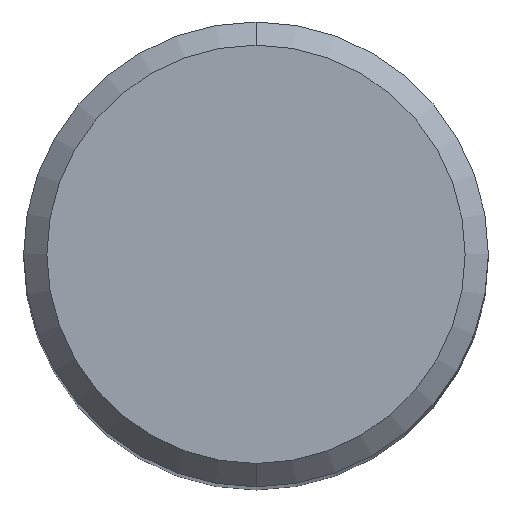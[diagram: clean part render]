
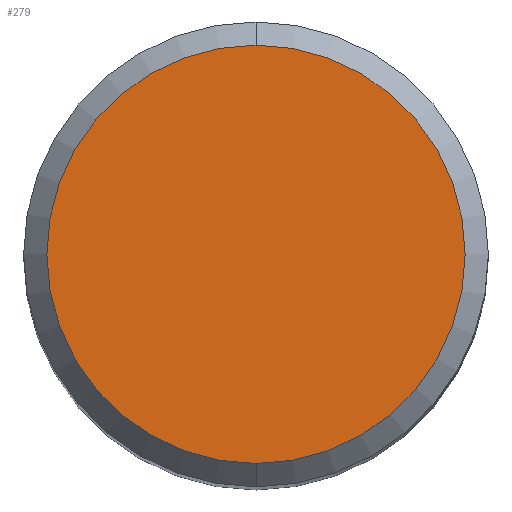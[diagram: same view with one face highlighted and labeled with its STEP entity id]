
A CAD part, top view. The second image highlights one B-rep face of the part: STEP entity #279.
In plain terms, the highlighted planar face has unit normal (0, 0, 1).
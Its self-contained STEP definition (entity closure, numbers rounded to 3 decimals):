
#255=VERTEX_POINT('',#572);
#259=EDGE_CURVE('',#255,#375,#576,.T.);
#279=ADVANCED_FACE('',(#597),#598,.T.);
#289=EDGE_CURVE('',#375,#255,#608,.T.);
#375=VERTEX_POINT('',#708);
#572=CARTESIAN_POINT('',(0.,-4.5,0.0));
#576=CIRCLE('',#986,4.5);
#597=FACE_OUTER_BOUND('',#1040,.T.);
#598=PLANE('',#1041);
#608=CIRCLE('',#1058,4.5);
#708=CARTESIAN_POINT('',(0.0,4.5,0.0));
#986=AXIS2_PLACEMENT_3D('',#1595,#1596,#1597);
#1040=EDGE_LOOP('',(#1615,#1616));
#1041=AXIS2_PLACEMENT_3D('',#1617,#1618,#1619);
#1058=AXIS2_PLACEMENT_3D('',#1628,#1629,#1630);
#1595=CARTESIAN_POINT('',(0.0,0.0,0.0));
#1596=DIRECTION('',(0.0,0.0,-1.0));
#1597=DIRECTION('',(0.0,1.0,0.0));
#1615=ORIENTED_EDGE('',*,*,#289,.F.);
#1616=ORIENTED_EDGE('',*,*,#259,.F.);
#1617=CARTESIAN_POINT('',(0.0,2.25,0.0));
#1618=DIRECTION('',(-0.0,0.0,1.0));
#1619=DIRECTION('',(0.0,-1.0,0.0));
#1628=CARTESIAN_POINT('',(0.0,0.0,0.0));
#1629=DIRECTION('',(0.0,0.0,-1.0));
#1630=DIRECTION('',(0.0,1.0,0.0));
